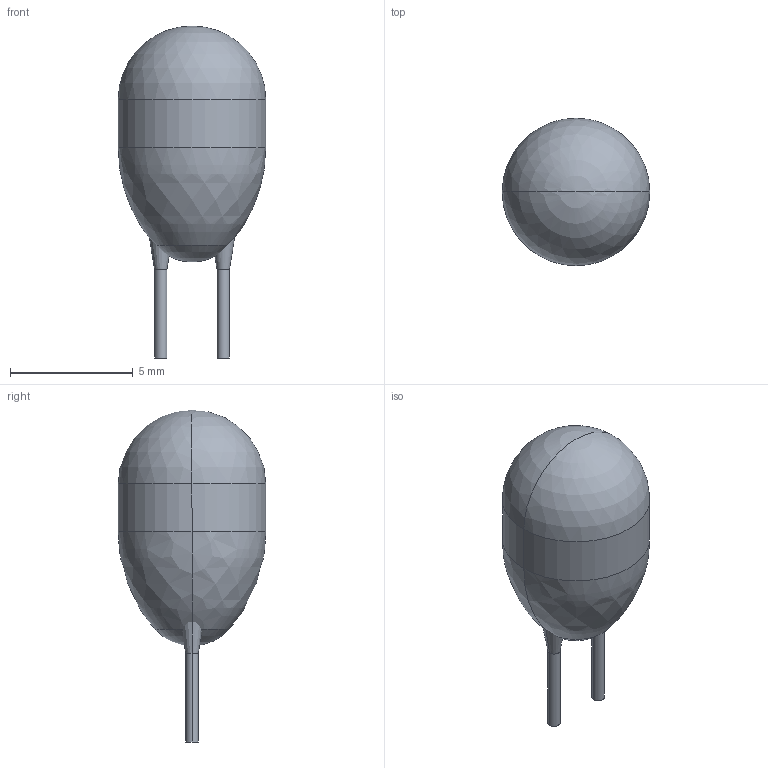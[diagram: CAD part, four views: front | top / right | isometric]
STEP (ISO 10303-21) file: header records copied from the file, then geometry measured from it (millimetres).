
FILE_DESCRIPTION((''),'2;1');
FILE_NAME('CAPPRB254-600X990.stp','2009-12-16T14:30:50',(''),(''),'Mechanical Desktop 2006','Mechanical Desktop 2006',', , ');
FILE_SCHEMA(('AUTOMOTIVE_DESIGN { 1 2 10303 214 0 1 1 1 }'));
Length unit declared in the file: millimetre
Products named in the file (1): Product
Bounding box: 6 x 6 x 13.5 mm (x, y, z)
Volume: 199.1 mm3; surface area: 190.9 mm2
Topology: 5 solids, 5 shells, 24 faces, 46 edges, 32 vertices
Faces by surface type: bspline 10, cylinder 4, plane 4, sphere 4, cone 2
Entity records: 739 total; most frequent: CARTESIAN_POINT 227, DIRECTION 100, ORIENTED_EDGE 76, AXIS2_PLACEMENT_3D 43, EDGE_CURVE 38, CIRCLE 28, VERTEX_POINT 24, EDGE_LOOP 24
